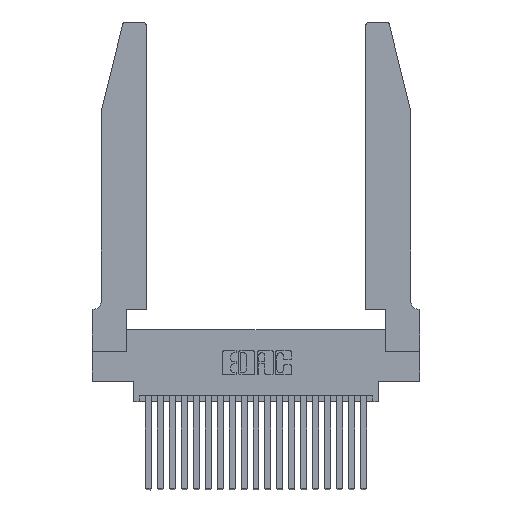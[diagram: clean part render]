
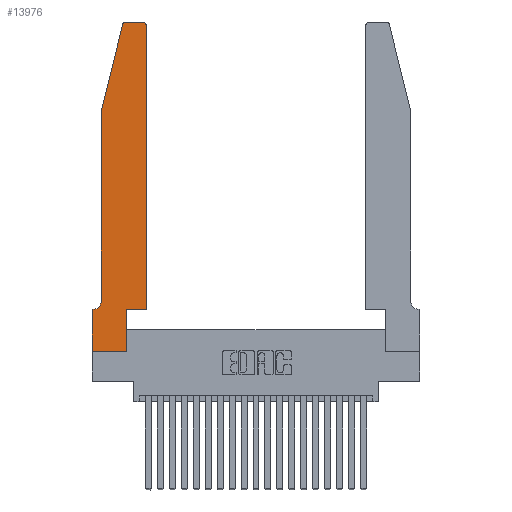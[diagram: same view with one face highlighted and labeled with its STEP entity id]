
A CAD part, top view. The second image highlights one B-rep face of the part: STEP entity #13976.
In plain terms, the highlighted planar face has unit normal (0, 0, 1).
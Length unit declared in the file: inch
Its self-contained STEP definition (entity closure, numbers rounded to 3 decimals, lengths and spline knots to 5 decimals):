
#169 = EDGE_CURVE ( 'NONE', #15304, #22504, #16523, .T. ) ;
#242 = DIRECTION ( 'NONE',  ( 0., 1., 0. ) ) ;
#335 = EDGE_LOOP ( 'NONE', ( #8844, #11767, #7058, #15335, #16071, #2443, #21002, #14488, #3461, #21689, #20563, #15062 ) ) ;
#349 = FACE_OUTER_BOUND ( 'NONE', #335, .T. ) ;
#425 = CARTESIAN_POINT ( 'NONE',  ( 0.0055, 0.42, 0.37 ) ) ;
#2109 = VECTOR ( 'NONE', #20176, 39.37008 ) ;
#2248 = DIRECTION ( 'NONE',  ( -1., 0., 0. ) ) ;
#2337 = CARTESIAN_POINT ( 'NONE',  ( 0.2865, 0.35, 0.37 ) ) ;
#2443 = ORIENTED_EDGE ( 'NONE', *, *, #20601, .T. ) ;
#2904 = LINE ( 'NONE', #8688, #6758 ) ;
#3034 = EDGE_CURVE ( 'NONE', #11059, #5521, #19414, .T. ) ;
#3354 = PLANE ( 'NONE',  #10644 ) ;
#3461 = ORIENTED_EDGE ( 'NONE', *, *, #18400, .T. ) ;
#3830 = LINE ( 'NONE', #7623, #18622 ) ;
#3931 = EDGE_CURVE ( 'NONE', #22504, #9401, #14698, .T. ) ;
#3964 = CIRCLE ( 'NONE', #20873, 0.03 ) ;
#4629 = EDGE_CURVE ( 'NONE', #18092, #15304, #2904, .T. ) ;
#4861 = DIRECTION ( 'NONE',  ( 1., 0., 0. ) ) ;
#4929 = CARTESIAN_POINT ( 'NONE',  ( 0.0055, 0.35, 0.37 ) ) ;
#4979 = CARTESIAN_POINT ( 'NONE',  ( 0.0755, 2., 0.37 ) ) ;
#5137 = DIRECTION ( 'NONE',  ( 1., 0., 0. ) ) ;
#5321 = VERTEX_POINT ( 'NONE', #4929 ) ;
#5508 = CARTESIAN_POINT ( 'NONE',  ( 0.2865, 0., 0.37 ) ) ;
#5521 = VERTEX_POINT ( 'NONE', #5508 ) ;
#5869 = VERTEX_POINT ( 'NONE', #20613 ) ;
#6433 = VERTEX_POINT ( 'NONE', #16992 ) ;
#6459 = DIRECTION ( 'NONE',  ( 0., 0., 1. ) ) ;
#6758 = VECTOR ( 'NONE', #12288, 39.37008 ) ;
#6958 = CARTESIAN_POINT ( 'NONE',  ( 0., 0.35, 0.37 ) ) ;
#6999 = DIRECTION ( 'NONE',  ( 1., 0., 0. ) ) ;
#7045 = DIRECTION ( 'NONE',  ( 0., 0., 1. ) ) ;
#7058 = ORIENTED_EDGE ( 'NONE', *, *, #20894, .T. ) ;
#7553 = VERTEX_POINT ( 'NONE', #14231 ) ;
#7623 = CARTESIAN_POINT ( 'NONE',  ( 0., 0., 0.37 ) ) ;
#7863 = CARTESIAN_POINT ( 'NONE',  ( 0.0755, 0.35, 0.37 ) ) ;
#8120 = CARTESIAN_POINT ( 'NONE',  ( 0.4205, 2.72, 0.37 ) ) ;
#8181 = DIRECTION ( 'NONE',  ( 0., -1., 0. ) ) ;
#8567 = LINE ( 'NONE', #22334, #12404 ) ;
#8688 = CARTESIAN_POINT ( 'NONE',  ( 0.4505, 0.35, 0.37 ) ) ;
#8844 = ORIENTED_EDGE ( 'NONE', *, *, #11338, .T. ) ;
#9143 = EDGE_CURVE ( 'NONE', #7553, #5321, #15215, .T. ) ;
#9401 = VERTEX_POINT ( 'NONE', #11463 ) ;
#9444 = CARTESIAN_POINT ( 'NONE',  ( 0.2865, 0.35, 0.37 ) ) ;
#9594 = CARTESIAN_POINT ( 'NONE',  ( 0.0755, 2., 0.37 ) ) ;
#10081 = VECTOR ( 'NONE', #15532, 39.37008 ) ;
#10173 = CARTESIAN_POINT ( 'NONE',  ( 0.4505, 2.72, 0.37 ) ) ;
#10315 = LINE ( 'NONE', #9444, #2109 ) ;
#10644 = AXIS2_PLACEMENT_3D ( 'NONE', #6958, #7045, #5137 ) ;
#11059 = VERTEX_POINT ( 'NONE', #13048 ) ;
#11338 = EDGE_CURVE ( 'NONE', #9401, #14709, #8567, .T. ) ;
#11463 = CARTESIAN_POINT ( 'NONE',  ( 0.4205, 2.75, 0.37 ) ) ;
#11767 = ORIENTED_EDGE ( 'NONE', *, *, #21949, .T. ) ;
#11853 = CARTESIAN_POINT ( 'NONE',  ( 0., 0., 0.37 ) ) ;
#11877 = VECTOR ( 'NONE', #242, 39.37008 ) ;
#12288 = DIRECTION ( 'NONE',  ( 1., 0., 0. ) ) ;
#12404 = VECTOR ( 'NONE', #2248, 39.37008 ) ;
#12639 = CARTESIAN_POINT ( 'NONE',  ( 0.284, 2.75, 0.37 ) ) ;
#12691 = DIRECTION ( 'NONE',  ( 0., 0., -1. ) ) ;
#13048 = CARTESIAN_POINT ( 'NONE',  ( 0., 0., 0.37 ) ) ;
#13368 = DIRECTION ( 'NONE',  ( 0., -1., 0. ) ) ;
#13557 = CARTESIAN_POINT ( 'NONE',  ( 0.0755, 2., 0.37 ) ) ;
#13976 = ADVANCED_FACE ( 'NONE', ( #349 ), #3354, .T. ) ;
#14231 = CARTESIAN_POINT ( 'NONE',  ( 0.0755, 0.42, 0.37 ) ) ;
#14488 = ORIENTED_EDGE ( 'NONE', *, *, #3034, .T. ) ;
#14698 = CIRCLE ( 'NONE', #19802, 0.03 ) ;
#14709 = VERTEX_POINT ( 'NONE', #12639 ) ;
#14927 = VERTEX_POINT ( 'NONE', #9594 ) ;
#15062 = ORIENTED_EDGE ( 'NONE', *, *, #3931, .T. ) ;
#15215 = CIRCLE ( 'NONE', #21383, 0.07 ) ;
#15304 = VERTEX_POINT ( 'NONE', #21017 ) ;
#15335 = ORIENTED_EDGE ( 'NONE', *, *, #18011, .T. ) ;
#15532 = DIRECTION ( 'NONE',  ( 1., 0., 0. ) ) ;
#15664 = DIRECTION ( 'NONE',  ( -0.239, -0.971, 0. ) ) ;
#16071 = ORIENTED_EDGE ( 'NONE', *, *, #9143, .T. ) ;
#16523 = LINE ( 'NONE', #19535, #11877 ) ;
#16776 = EDGE_CURVE ( 'NONE', #5869, #11059, #3830, .T. ) ;
#16908 = VECTOR ( 'NONE', #15664, 39.37008 ) ;
#16992 = CARTESIAN_POINT ( 'NONE',  ( 0.25487, 2.72718, 0.37 ) ) ;
#17738 = VECTOR ( 'NONE', #8181, 39.37008 ) ;
#18011 = EDGE_CURVE ( 'NONE', #14927, #7553, #19901, .T. ) ;
#18092 = VERTEX_POINT ( 'NONE', #2337 ) ;
#18269 = LINE ( 'NONE', #7863, #19631 ) ;
#18400 = EDGE_CURVE ( 'NONE', #5521, #18092, #10315, .T. ) ;
#18622 = VECTOR ( 'NONE', #13368, 39.37008 ) ;
#18749 = CARTESIAN_POINT ( 'NONE',  ( 0.284, 2.72, 0.37 ) ) ;
#19082 = LINE ( 'NONE', #4979, #16908 ) ;
#19414 = LINE ( 'NONE', #11853, #10081 ) ;
#19535 = CARTESIAN_POINT ( 'NONE',  ( 0.4505, 0.35, 0.37 ) ) ;
#19631 = VECTOR ( 'NONE', #19931, 39.37008 ) ;
#19802 = AXIS2_PLACEMENT_3D ( 'NONE', #8120, #6459, #6999 ) ;
#19901 = LINE ( 'NONE', #13557, #17738 ) ;
#19931 = DIRECTION ( 'NONE',  ( -1., 0., 0. ) ) ;
#20176 = DIRECTION ( 'NONE',  ( 0., 1., 0. ) ) ;
#20522 = DIRECTION ( 'NONE',  ( 0., 0., 1. ) ) ;
#20563 = ORIENTED_EDGE ( 'NONE', *, *, #169, .T. ) ;
#20601 = EDGE_CURVE ( 'NONE', #5321, #5869, #18269, .T. ) ;
#20613 = CARTESIAN_POINT ( 'NONE',  ( 0., 0.35, 0.37 ) ) ;
#20873 = AXIS2_PLACEMENT_3D ( 'NONE', #18749, #20522, #4861 ) ;
#20894 = EDGE_CURVE ( 'NONE', #6433, #14927, #19082, .T. ) ;
#21002 = ORIENTED_EDGE ( 'NONE', *, *, #16776, .T. ) ;
#21017 = CARTESIAN_POINT ( 'NONE',  ( 0.4505, 0.35, 0.37 ) ) ;
#21192 = DIRECTION ( 'NONE',  ( -1., 0., 0. ) ) ;
#21383 = AXIS2_PLACEMENT_3D ( 'NONE', #425, #12691, #21192 ) ;
#21689 = ORIENTED_EDGE ( 'NONE', *, *, #4629, .T. ) ;
#21949 = EDGE_CURVE ( 'NONE', #14709, #6433, #3964, .T. ) ;
#22334 = CARTESIAN_POINT ( 'NONE',  ( 0.2605, 2.75, 0.37 ) ) ;
#22504 = VERTEX_POINT ( 'NONE', #10173 ) ;
